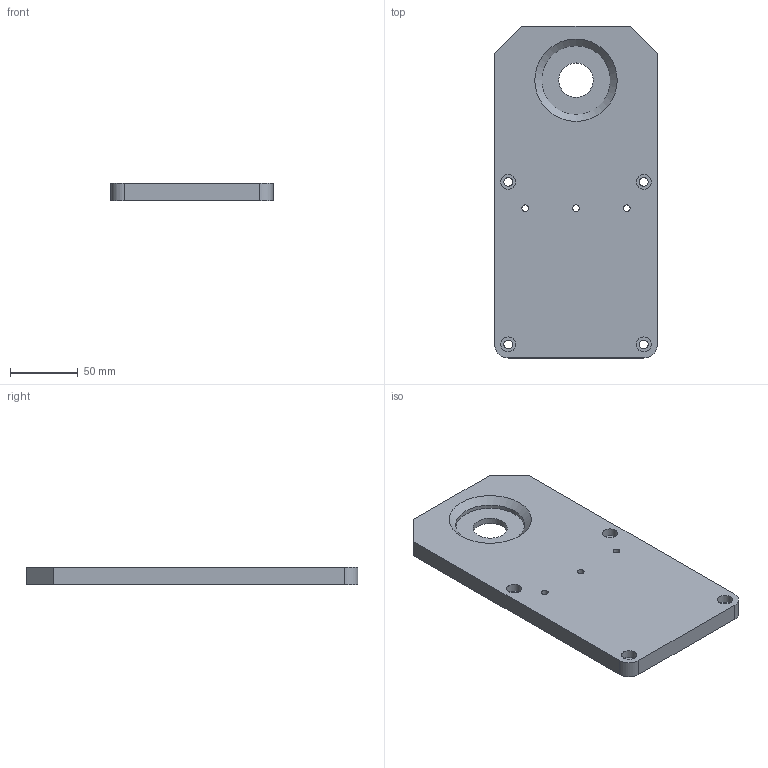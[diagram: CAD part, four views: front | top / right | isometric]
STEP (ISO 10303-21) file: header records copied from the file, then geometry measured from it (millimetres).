
FILE_DESCRIPTION(/* description */ (''),/* implementation_level */ '2;1');
FILE_NAME(/* name */ 'FAB-P0041 - Camera Support Plate V2.stp',/* time_stamp */ '2020-02-10T11:56:33+00:00',/* author */ ('whgu0532'),/* organization */ (''),/* preprocessor_version */ 'ST-DEVELOPER v18',/* originating_system */ 'Autodesk Inventor 2020',/* authorisation */ '');
FILE_SCHEMA (('AUTOMOTIVE_DESIGN { 1 0 10303 214 3 1 1 }'));
Length unit declared in the file: millimetre
Products named in the file (1): FAB-P0041 - Camera Support Plate V2
Bounding box: 120 x 245 x 12.7 mm (x, y, z)
Volume: 343289.4 mm3; surface area: 68563.6 mm2
Topology: 1 solids, 1 shells, 29 faces, 78 edges, 56 vertices
Faces by surface type: cylinder 15, plane 13, cone 1
Full cylindrical faces by diameter (mm): 4.917 x3, 6.4 x4, 11 x4, 25.425 x1, 50.8 x1
Entity records: 1025 total; most frequent: DIRECTION 182, CARTESIAN_POINT 164, ORIENTED_EDGE 156, EDGE_CURVE 78, AXIS2_PLACEMENT_3D 74, VERTEX_POINT 56, EDGE_LOOP 50, CIRCLE 44
